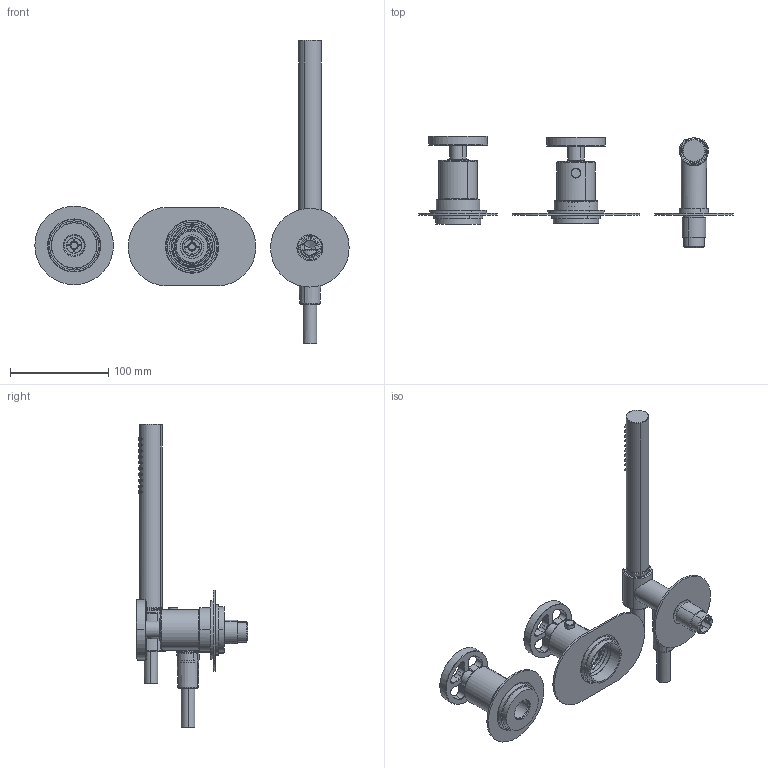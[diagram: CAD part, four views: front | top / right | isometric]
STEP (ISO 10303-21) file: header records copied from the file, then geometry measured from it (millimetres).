
FILE_DESCRIPTION(('CATIA V5 STEP Exchange','CAx-IF Rec.Pracs.--- Model Styling and Organization---1.5--- 2016-08-15','CAx-IF Rec.Pracs.---Supplemental Geometry---1.0---2011-11-01','CAx-IF Rec.Pracs.--- Composite Materials ---3.4---2017-06-13','CAx-IF Rec.Pracs.---Tessellated 3D Geometry---1.0---2015-12-17'),'2;1');
FILE_NAME('MN019641.stp','2022-09-17T09:20:58+00:00',('none'),('none'),'CATIA Version 5-6 Release 2020 SP2','CATIA V5 STEP AP242 v2','none');
FILE_SCHEMA(('AP242_MANAGED_MODEL_BASED_3D_ENGINEERING_MIM_LF {1 0 10303 442 1 1 4}'));
Products named in the file (1): MN019641
Bounding box: 319.99 x 113.05 x 308.57 mm (x, y, z)
Volume: 300691.8 mm3; surface area: 169876.6 mm2
Topology: 43 solids, 43 shells, 2546 faces, 6354 edges, 4010 vertices
Faces by surface type: plane 955, cylinder 887, extrusion 292, cone 249, torus 129, bspline 30, sphere 4
Entity records: 81683 total; most frequent: CARTESIAN_POINT 25690, ORIENTED_EDGE 12696, DIRECTION 8848, EDGE_CURVE 6348, VERTEX_POINT 4010, AXIS2_PLACEMENT_3D 3626, VECTOR 3369, LINE 3077
